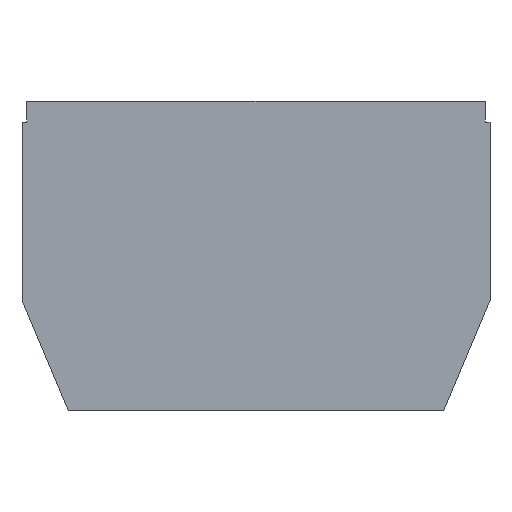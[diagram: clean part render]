
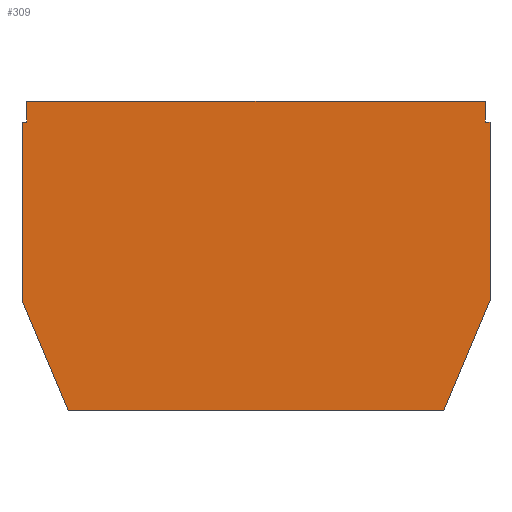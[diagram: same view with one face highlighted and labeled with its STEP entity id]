
A CAD part, top view. The second image highlights one B-rep face of the part: STEP entity #309.
In plain terms, the highlighted free-form (B-spline) face has degree [1, 1] with [2, 2] control points.
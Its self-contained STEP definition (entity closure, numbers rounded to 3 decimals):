
#16 = ORIENTED_EDGE ( 'NONE', *, *, #95, .F. ) ;
#19 = VERTEX_POINT ( 'NONE', #326 ) ;
#21 = ORIENTED_EDGE ( 'NONE', *, *, #407, .F. ) ;
#22 = CARTESIAN_POINT ( 'NONE',  ( 4380.064, 1169.265, 6. ) ) ;
#30 = CARTESIAN_POINT ( 'NONE',  ( 4161.691, -348.736, 6. ) ) ;
#35 = CARTESIAN_POINT ( 'NONE',  ( 4405.064, 231.762, 6. ) ) ;
#40 = ORIENTED_EDGE ( 'NONE', *, *, #189, .F. ) ;
#50 = VERTEX_POINT ( 'NONE', #247 ) ;
#63 = B_SPLINE_CURVE_WITH_KNOTS ( 'NONE', 1,
 ( #250, #256 ),
 .UNSPECIFIED., .F., .F.,
 ( 2, 2 ),
 ( 0., 1. ),
 .UNSPECIFIED. ) ;
#64 = CARTESIAN_POINT ( 'NONE',  ( 4380.064, 1279.265, 6. ) ) ;
#70 = CARTESIAN_POINT ( 'NONE',  ( 4380.064, 1169.265, 6. ) ) ;
#75 = ORIENTED_EDGE ( 'NONE', *, *, #131, .F. ) ;
#78 = VERTEX_POINT ( 'NONE', #305 ) ;
#87 = ORIENTED_EDGE ( 'NONE', *, *, #166, .T. ) ;
#88 = EDGE_CURVE ( 'NONE', #182, #334, #363, .T. ) ;
#94 = CARTESIAN_POINT ( 'NONE',  ( 2188.437, -348.736, 6. ) ) ;
#95 = EDGE_CURVE ( 'NONE', #357, #182, #271, .T. ) ;
#100 = CARTESIAN_POINT ( 'NONE',  ( 1970.064, 1279.265, 6. ) ) ;
#101 = CARTESIAN_POINT ( 'NONE',  ( 4405.064, 231.762, 6. ) ) ;
#103 = EDGE_CURVE ( 'NONE', #50, #357, #127, .T. ) ;
#105 = ORIENTED_EDGE ( 'NONE', *, *, #294, .F. ) ;
#117 = ORIENTED_EDGE ( 'NONE', *, *, #103, .F. ) ;
#124 = CARTESIAN_POINT ( 'NONE',  ( 4405.064, -348.736, 6. ) ) ;
#127 = B_SPLINE_CURVE_WITH_KNOTS ( 'NONE', 1,
 ( #284, #315 ),
 .UNSPECIFIED., .F., .F.,
 ( 2, 2 ),
 ( 0., 1. ),
 .UNSPECIFIED. ) ;
#131 = EDGE_CURVE ( 'NONE', #390, #19, #364, .T. ) ;
#132 = CARTESIAN_POINT ( 'NONE',  ( 4405.064, 1169.265, 6. ) ) ;
#135 = CARTESIAN_POINT ( 'NONE',  ( 2026.188, 38.263, 6. ) ) ;
#136 = CARTESIAN_POINT ( 'NONE',  ( 4405.064, 1169.265, 6. ) ) ;
#157 = B_SPLINE_CURVE_WITH_KNOTS ( 'NONE', 3,
 ( #285, #135, #406, #94 ),
 .UNSPECIFIED., .F., .F.,
 ( 4, 4 ),
 ( 0., 1. ),
 .UNSPECIFIED. ) ;
#160 = B_SPLINE_CURVE_WITH_KNOTS ( 'NONE', 1,
 ( #136, #101 ),
 .UNSPECIFIED., .F., .F.,
 ( 2, 2 ),
 ( 0., 1. ),
 .UNSPECIFIED. ) ;
#162 = EDGE_CURVE ( 'NONE', #267, #169, #264, .T. ) ;
#164 = CARTESIAN_POINT ( 'NONE',  ( 1945.064, 1279.265, 6. ) ) ;
#166 = EDGE_CURVE ( 'NONE', #214, #78, #157, .T. ) ;
#169 = VERTEX_POINT ( 'NONE', #132 ) ;
#171 = ORIENTED_EDGE ( 'NONE', *, *, #88, .F. ) ;
#172 = EDGE_CURVE ( 'NONE', #50, #214, #63, .T. ) ;
#182 = VERTEX_POINT ( 'NONE', #258 ) ;
#184 = CARTESIAN_POINT ( 'NONE',  ( 1945.064, -348.736, 6. ) ) ;
#189 = EDGE_CURVE ( 'NONE', #19, #78, #399, .T. ) ;
#195 = CARTESIAN_POINT ( 'NONE',  ( 1945.064, 231.762, 6. ) ) ;
#198 = CARTESIAN_POINT ( 'NONE',  ( 4405.064, 1169.265, 6. ) ) ;
#214 = VERTEX_POINT ( 'NONE', #195 ) ;
#221 = CARTESIAN_POINT ( 'NONE',  ( 4405.064, 1279.265, 6. ) ) ;
#223 = CARTESIAN_POINT ( 'NONE',  ( 4405.064, 231.762, 6. ) ) ;
#227 = CARTESIAN_POINT ( 'NONE',  ( 4380.064, 1169.265, 6. ) ) ;
#229 = CARTESIAN_POINT ( 'NONE',  ( 2188.437, -348.736, 6. ) ) ;
#240 = ORIENTED_EDGE ( 'NONE', *, *, #162, .F. ) ;
#247 = CARTESIAN_POINT ( 'NONE',  ( 1945.064, 1169.265, 6. ) ) ;
#250 = CARTESIAN_POINT ( 'NONE',  ( 1945.064, 1169.265, 6. ) ) ;
#255 = CARTESIAN_POINT ( 'NONE',  ( 1970.064, 1169.265, 6. ) ) ;
#256 = CARTESIAN_POINT ( 'NONE',  ( 1945.064, 231.762, 6. ) ) ;
#258 = CARTESIAN_POINT ( 'NONE',  ( 1970.064, 1279.265, 6. ) ) ;
#264 = B_SPLINE_CURVE_WITH_KNOTS ( 'NONE', 1,
 ( #227, #198 ),
 .UNSPECIFIED., .F., .F.,
 ( 2, 2 ),
 ( 0., 1. ),
 .UNSPECIFIED. ) ;
#267 = VERTEX_POINT ( 'NONE', #70 ) ;
#271 = B_SPLINE_CURVE_WITH_KNOTS ( 'NONE', 1,
 ( #345, #344 ),
 .UNSPECIFIED., .F., .F.,
 ( 2, 2 ),
 ( 0., 1. ),
 .UNSPECIFIED. ) ;
#284 = CARTESIAN_POINT ( 'NONE',  ( 1945.064, 1169.265, 6. ) ) ;
#285 = CARTESIAN_POINT ( 'NONE',  ( 1945.064, 231.762, 6. ) ) ;
#293 = EDGE_LOOP ( 'NONE', ( #306, #87, #40, #75, #21, #240, #105, #171, #16, #117 ) ) ;
#294 = EDGE_CURVE ( 'NONE', #334, #267, #322, .T. ) ;
#305 = CARTESIAN_POINT ( 'NONE',  ( 2188.437, -348.736, 6. ) ) ;
#306 = ORIENTED_EDGE ( 'NONE', *, *, #172, .T. ) ;
#309 = ADVANCED_FACE ( 'NONE', ( #317 ), #375, .F. ) ;
#315 = CARTESIAN_POINT ( 'NONE',  ( 1970.064, 1169.265, 6. ) ) ;
#317 = FACE_OUTER_BOUND ( 'NONE', #293, .T. ) ;
#320 = CARTESIAN_POINT ( 'NONE',  ( 4161.691, -348.736, 6. ) ) ;
#322 = B_SPLINE_CURVE_WITH_KNOTS ( 'NONE', 1,
 ( #377, #22 ),
 .UNSPECIFIED., .F., .F.,
 ( 2, 2 ),
 ( 0., 1. ),
 .UNSPECIFIED. ) ;
#326 = CARTESIAN_POINT ( 'NONE',  ( 4161.691, -348.736, 6. ) ) ;
#334 = VERTEX_POINT ( 'NONE', #339 ) ;
#339 = CARTESIAN_POINT ( 'NONE',  ( 4380.064, 1279.265, 6. ) ) ;
#344 = CARTESIAN_POINT ( 'NONE',  ( 1970.064, 1279.265, 6. ) ) ;
#345 = CARTESIAN_POINT ( 'NONE',  ( 1970.064, 1169.265, 6. ) ) ;
#357 = VERTEX_POINT ( 'NONE', #255 ) ;
#363 = B_SPLINE_CURVE_WITH_KNOTS ( 'NONE', 1,
 ( #100, #64 ),
 .UNSPECIFIED., .F., .F.,
 ( 2, 2 ),
 ( 0., 1. ),
 .UNSPECIFIED. ) ;
#364 = B_SPLINE_CURVE_WITH_KNOTS ( 'NONE', 1,
 ( #223, #30 ),
 .UNSPECIFIED., .F., .F.,
 ( 2, 2 ),
 ( 0., 1. ),
 .UNSPECIFIED. ) ;
#375 = B_SPLINE_SURFACE_WITH_KNOTS ( 'NONE', 1, 1, ( 
 ( #124, #221 ),
 ( #184, #164 ) ),
 .UNSPECIFIED., .F., .F., .F.,
 ( 2, 2 ),
 ( 2, 2 ),
 ( 0., 1. ),
 ( 0., 1. ),
 .UNSPECIFIED. ) ;
#377 = CARTESIAN_POINT ( 'NONE',  ( 4380.064, 1279.265, 6. ) ) ;
#390 = VERTEX_POINT ( 'NONE', #35 ) ;
#399 = B_SPLINE_CURVE_WITH_KNOTS ( 'NONE', 1,
 ( #320, #229 ),
 .UNSPECIFIED., .F., .F.,
 ( 2, 2 ),
 ( 0., 1. ),
 .UNSPECIFIED. ) ;
#406 = CARTESIAN_POINT ( 'NONE',  ( 2107.313, -155.236, 6. ) ) ;
#407 = EDGE_CURVE ( 'NONE', #169, #390, #160, .T. ) ;
